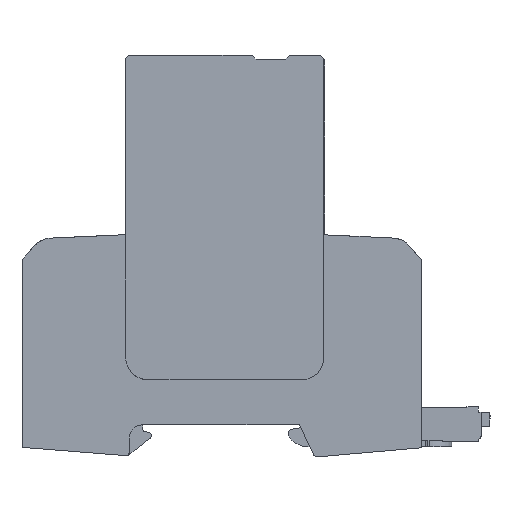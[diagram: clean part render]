
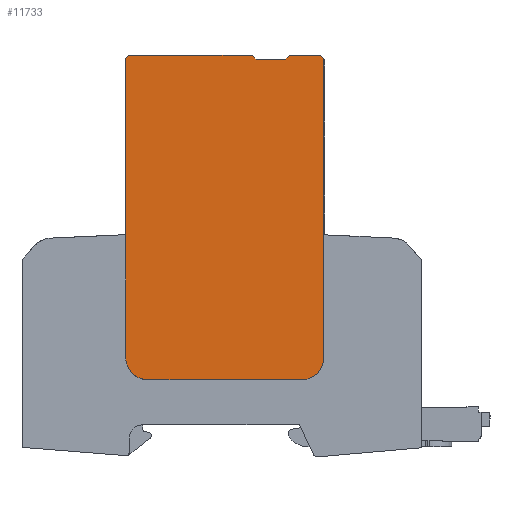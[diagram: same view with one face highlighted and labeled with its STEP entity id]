
A CAD part, left-side view. The second image highlights one B-rep face of the part: STEP entity #11733.
In plain terms, the highlighted planar face has unit normal (-1, 0, 0).
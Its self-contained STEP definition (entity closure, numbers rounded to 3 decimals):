
#11666=AXIS2_PLACEMENT_3D('Plane Axis2P3D',#11663,#11664,#11665) ;
#4244=CARTESIAN_POINT('Vertex',(0.25,37.503,50.127)) ;
#5373=CARTESIAN_POINT('Vertex',(0.25,82.214,50.152)) ;
#6681=CARTESIAN_POINT('Line Origine',(0.25,37.503,36.272)) ;
#6685=CARTESIAN_POINT('Vertex',(0.25,37.503,22.416)) ;
#6707=CARTESIAN_POINT('Control Point',(0.25,38.504,19.416)) ;
#6708=CARTESIAN_POINT('Control Point',(0.25,38.021,20.06)) ;
#6709=CARTESIAN_POINT('Control Point',(0.25,37.676,20.807)) ;
#6710=CARTESIAN_POINT('Control Point',(0.25,37.504,21.612)) ;
#6711=CARTESIAN_POINT('Control Point',(0.25,37.503,22.416)) ;
#6712=CARTESIAN_POINT('Vertex',(0.25,38.504,19.416)) ;
#6716=CARTESIAN_POINT('Control Point',(0.25,42.503,17.416)) ;
#6717=CARTESIAN_POINT('Control Point',(0.25,42.108,17.416)) ;
#6718=CARTESIAN_POINT('Control Point',(0.25,41.712,17.456)) ;
#6719=CARTESIAN_POINT('Control Point',(0.25,41.233,17.538)) ;
#6720=CARTESIAN_POINT('Control Point',(0.25,40.237,17.883)) ;
#6721=CARTESIAN_POINT('Control Point',(0.25,39.363,18.473)) ;
#6722=CARTESIAN_POINT('Control Point',(0.25,39.01,18.806)) ;
#6723=CARTESIAN_POINT('Control Point',(0.25,38.741,19.1)) ;
#6724=CARTESIAN_POINT('Control Point',(0.25,38.504,19.416)) ;
#6725=CARTESIAN_POINT('Vertex',(0.25,42.504,17.416)) ;
#6747=CARTESIAN_POINT('Line Origine',(0.25,59.859,17.416)) ;
#6751=CARTESIAN_POINT('Vertex',(0.25,77.214,17.416)) ;
#6773=CARTESIAN_POINT('Control Point',(0.25,81.214,19.416)) ;
#6774=CARTESIAN_POINT('Control Point',(0.25,80.519,18.489)) ;
#6775=CARTESIAN_POINT('Control Point',(0.25,79.535,17.776)) ;
#6776=CARTESIAN_POINT('Control Point',(0.25,78.373,17.416)) ;
#6777=CARTESIAN_POINT('Control Point',(0.25,77.214,17.416)) ;
#6778=CARTESIAN_POINT('Vertex',(0.25,81.214,19.416)) ;
#6782=CARTESIAN_POINT('Control Point',(0.25,82.214,22.416)) ;
#6783=CARTESIAN_POINT('Control Point',(0.25,82.214,21.612)) ;
#6784=CARTESIAN_POINT('Control Point',(0.25,82.042,20.807)) ;
#6785=CARTESIAN_POINT('Control Point',(0.25,81.697,20.06)) ;
#6786=CARTESIAN_POINT('Control Point',(0.25,81.214,19.416)) ;
#6787=CARTESIAN_POINT('Vertex',(0.25,82.214,22.416)) ;
#6809=CARTESIAN_POINT('Line Origine',(0.25,82.214,36.284)) ;
#8870=CARTESIAN_POINT('Vertex',(0.25,37.503,89.98)) ;
#8873=CARTESIAN_POINT('Line Origine',(0.25,37.503,70.053)) ;
#10948=CARTESIAN_POINT('Line Origine',(0.25,82.214,70.066)) ;
#10952=CARTESIAN_POINT('Vertex',(0.25,82.214,89.98)) ;
#11663=CARTESIAN_POINT('Axis2P3D Location',(0.25,60.214,7.416)) ;
#11668=CARTESIAN_POINT('Line Origine',(0.25,37.853,90.33)) ;
#11672=CARTESIAN_POINT('Vertex',(0.25,38.203,90.68)) ;
#11675=CARTESIAN_POINT('Line Origine',(0.25,41.703,90.68)) ;
#11679=CARTESIAN_POINT('Vertex',(0.25,45.202,90.68)) ;
#11682=CARTESIAN_POINT('Line Origine',(0.25,45.653,90.229)) ;
#11686=CARTESIAN_POINT('Vertex',(0.25,46.103,89.778)) ;
#11689=CARTESIAN_POINT('Line Origine',(0.25,49.453,89.778)) ;
#11693=CARTESIAN_POINT('Vertex',(0.25,52.803,89.778)) ;
#11696=CARTESIAN_POINT('Line Origine',(0.25,53.254,90.229)) ;
#11700=CARTESIAN_POINT('Vertex',(0.25,53.705,90.68)) ;
#11703=CARTESIAN_POINT('Line Origine',(0.25,67.609,90.68)) ;
#11707=CARTESIAN_POINT('Vertex',(0.25,81.514,90.68)) ;
#11710=CARTESIAN_POINT('Line Origine',(0.25,81.864,90.33)) ;
#6682=DIRECTION('Vector Direction',(0.,0.,-1.)) ;
#6748=DIRECTION('Vector Direction',(0.,1.,0.)) ;
#6810=DIRECTION('Vector Direction',(0.,0.,-1.)) ;
#8874=DIRECTION('Vector Direction',(0.,0.,-1.)) ;
#10949=DIRECTION('Vector Direction',(0.,0.,-1.)) ;
#11664=DIRECTION('Axis2P3D Direction',(-1.,0.,0.)) ;
#11665=DIRECTION('Axis2P3D XDirection',(0.,-1.,0.)) ;
#11669=DIRECTION('Vector Direction',(0.,0.707,0.707)) ;
#11676=DIRECTION('Vector Direction',(0.,1.,0.)) ;
#11683=DIRECTION('Vector Direction',(0.,0.707,-0.707)) ;
#11690=DIRECTION('Vector Direction',(0.,1.,0.)) ;
#11697=DIRECTION('Vector Direction',(0.,0.707,0.707)) ;
#11704=DIRECTION('Vector Direction',(0.,1.,0.)) ;
#11711=DIRECTION('Vector Direction',(0.,0.707,-0.707)) ;
#6683=VECTOR('Line Direction',#6682,1.) ;
#6749=VECTOR('Line Direction',#6748,1.) ;
#6811=VECTOR('Line Direction',#6810,1.) ;
#8875=VECTOR('Line Direction',#8874,1.) ;
#10950=VECTOR('Line Direction',#10949,1.) ;
#11670=VECTOR('Line Direction',#11669,1.) ;
#11677=VECTOR('Line Direction',#11676,1.) ;
#11684=VECTOR('Line Direction',#11683,1.) ;
#11691=VECTOR('Line Direction',#11690,1.) ;
#11698=VECTOR('Line Direction',#11697,1.) ;
#11705=VECTOR('Line Direction',#11704,1.) ;
#11712=VECTOR('Line Direction',#11711,1.) ;
#11716=ORIENTED_EDGE('',*,*,#6780,.T.) ;
#11717=ORIENTED_EDGE('',*,*,#6753,.T.) ;
#11718=ORIENTED_EDGE('',*,*,#6727,.T.) ;
#11719=ORIENTED_EDGE('',*,*,#6714,.T.) ;
#11720=ORIENTED_EDGE('',*,*,#6687,.T.) ;
#11721=ORIENTED_EDGE('',*,*,#8877,.T.) ;
#11722=ORIENTED_EDGE('',*,*,#11674,.T.) ;
#11723=ORIENTED_EDGE('',*,*,#11681,.T.) ;
#11724=ORIENTED_EDGE('',*,*,#11688,.T.) ;
#11725=ORIENTED_EDGE('',*,*,#11695,.T.) ;
#11726=ORIENTED_EDGE('',*,*,#11702,.T.) ;
#11727=ORIENTED_EDGE('',*,*,#11709,.T.) ;
#11728=ORIENTED_EDGE('',*,*,#11714,.T.) ;
#11729=ORIENTED_EDGE('',*,*,#10954,.T.) ;
#11730=ORIENTED_EDGE('',*,*,#6813,.T.) ;
#11731=ORIENTED_EDGE('',*,*,#6789,.T.) ;
#11733=ADVANCED_FACE('VPU',(#11732),#11667,.T.) ;
#6706=B_SPLINE_CURVE_WITH_KNOTS('',4,(#6707,#6708,#6709,#6710,#6711),.UNSPECIFIED.,.F.,.U.,(5,5),(0.,4.55),.UNSPECIFIED.) ;
#6715=B_SPLINE_CURVE_WITH_KNOTS('',5,(#6716,#6717,#6718,#6719,#6720,#6721,#6722,#6723,#6724),.UNSPECIFIED.,.F.,.U.,(6,3,6),(0.,2.8,5.6),.UNSPECIFIED.) ;
#6772=B_SPLINE_CURVE_WITH_KNOTS('',4,(#6773,#6774,#6775,#6776,#6777),.UNSPECIFIED.,.F.,.U.,(5,5),(0.,6.557),.UNSPECIFIED.) ;
#6781=B_SPLINE_CURVE_WITH_KNOTS('',4,(#6782,#6783,#6784,#6785,#6786),.UNSPECIFIED.,.F.,.U.,(5,5),(0.,4.55),.UNSPECIFIED.) ;
#6687=EDGE_CURVE('',#6686,#4245,#6684,.F.) ;
#6714=EDGE_CURVE('',#6713,#6686,#6706,.T.) ;
#6727=EDGE_CURVE('',#6726,#6713,#6715,.T.) ;
#6753=EDGE_CURVE('',#6752,#6726,#6750,.F.) ;
#6780=EDGE_CURVE('',#6779,#6752,#6772,.T.) ;
#6789=EDGE_CURVE('',#6788,#6779,#6781,.T.) ;
#6813=EDGE_CURVE('',#5374,#6788,#6812,.T.) ;
#8877=EDGE_CURVE('',#4245,#8871,#8876,.F.) ;
#10954=EDGE_CURVE('',#10953,#5374,#10951,.T.) ;
#11674=EDGE_CURVE('',#8871,#11673,#11671,.T.) ;
#11681=EDGE_CURVE('',#11673,#11680,#11678,.T.) ;
#11688=EDGE_CURVE('',#11680,#11687,#11685,.T.) ;
#11695=EDGE_CURVE('',#11687,#11694,#11692,.T.) ;
#11702=EDGE_CURVE('',#11694,#11701,#11699,.T.) ;
#11709=EDGE_CURVE('',#11701,#11708,#11706,.T.) ;
#11714=EDGE_CURVE('',#11708,#10953,#11713,.T.) ;
#11715=EDGE_LOOP('',(#11716,#11717,#11718,#11719,#11720,#11721,#11722,#11723,#11724,#11725,#11726,#11727,#11728,#11729,#11730,#11731)) ;
#11732=FACE_OUTER_BOUND('',#11715,.T.) ;
#6684=LINE('Line',#6681,#6683) ;
#6750=LINE('Line',#6747,#6749) ;
#6812=LINE('Line',#6809,#6811) ;
#8876=LINE('Line',#8873,#8875) ;
#10951=LINE('Line',#10948,#10950) ;
#11671=LINE('Line',#11668,#11670) ;
#11678=LINE('Line',#11675,#11677) ;
#11685=LINE('Line',#11682,#11684) ;
#11692=LINE('Line',#11689,#11691) ;
#11699=LINE('Line',#11696,#11698) ;
#11706=LINE('Line',#11703,#11705) ;
#11713=LINE('Line',#11710,#11712) ;
#11667=PLANE('',#11666) ;
#4245=VERTEX_POINT('',#4244) ;
#5374=VERTEX_POINT('',#5373) ;
#6686=VERTEX_POINT('',#6685) ;
#6713=VERTEX_POINT('',#6712) ;
#6726=VERTEX_POINT('',#6725) ;
#6752=VERTEX_POINT('',#6751) ;
#6779=VERTEX_POINT('',#6778) ;
#6788=VERTEX_POINT('',#6787) ;
#8871=VERTEX_POINT('',#8870) ;
#10953=VERTEX_POINT('',#10952) ;
#11673=VERTEX_POINT('',#11672) ;
#11680=VERTEX_POINT('',#11679) ;
#11687=VERTEX_POINT('',#11686) ;
#11694=VERTEX_POINT('',#11693) ;
#11701=VERTEX_POINT('',#11700) ;
#11708=VERTEX_POINT('',#11707) ;
